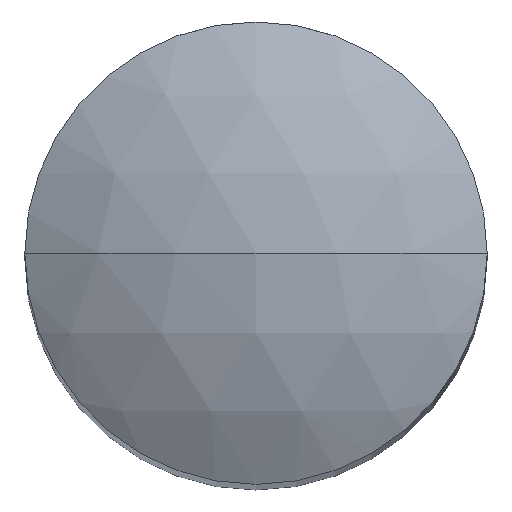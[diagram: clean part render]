
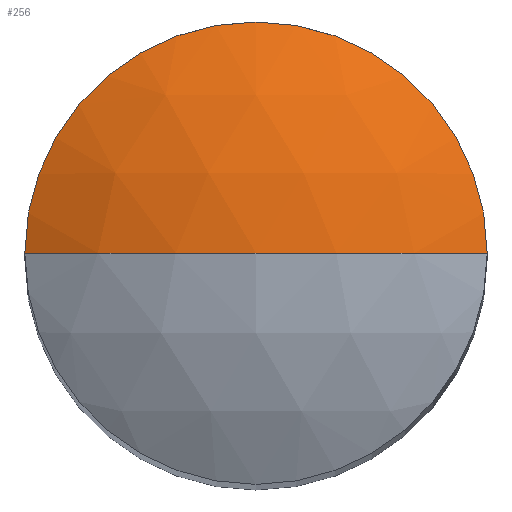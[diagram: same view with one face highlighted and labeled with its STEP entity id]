
A CAD part, top view. The second image highlights one B-rep face of the part: STEP entity #256.
In plain terms, the highlighted spherical face has radius 4 mm.
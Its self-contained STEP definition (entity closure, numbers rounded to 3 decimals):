
#3 = CIRCLE ( 'NONE', #87, 2. ) ;
#62 = AXIS2_PLACEMENT_3D ( 'NONE', #758, #394, #815 ) ;
#80 = VERTEX_POINT ( 'NONE', #821 ) ;
#87 = AXIS2_PLACEMENT_3D ( 'NONE', #169, #648, #238 ) ;
#127 = VERTEX_POINT ( 'NONE', #702 ) ;
#152 = AXIS2_PLACEMENT_3D ( 'NONE', #425, #413, #361 ) ;
#154 = AXIS2_PLACEMENT_3D ( 'NONE', #297, #456, #290 ) ;
#169 = CARTESIAN_POINT ( 'NONE',  ( 0., 0., 14.464 ) ) ;
#178 = ORIENTED_EDGE ( 'NONE', *, *, #390, .T. ) ;
#227 = CIRCLE ( 'NONE', #152, 4. ) ;
#238 = DIRECTION ( 'NONE',  ( -1., 0., 0. ) ) ;
#256 = ADVANCED_FACE ( 'NONE', ( #466 ), #760, .T. ) ;
#290 = DIRECTION ( 'NONE',  ( 1., 0., 0. ) ) ;
#297 = CARTESIAN_POINT ( 'NONE',  ( 0., 0., 11. ) ) ;
#300 = EDGE_CURVE ( 'NONE', #127, #80, #227, .T. ) ;
#345 = EDGE_CURVE ( 'NONE', #80, #399, #3, .T. ) ;
#361 = DIRECTION ( 'NONE',  ( 1., 0., 0. ) ) ;
#366 = ORIENTED_EDGE ( 'NONE', *, *, #300, .F. ) ;
#390 = EDGE_CURVE ( 'NONE', #127, #399, #523, .T. ) ;
#394 = DIRECTION ( 'NONE',  ( 0., 1., 0. ) ) ;
#399 = VERTEX_POINT ( 'NONE', #465 ) ;
#413 = DIRECTION ( 'NONE',  ( 0., -1., 0. ) ) ;
#425 = CARTESIAN_POINT ( 'NONE',  ( 0., 0., 11. ) ) ;
#456 = DIRECTION ( 'NONE',  ( 0., -1., 0. ) ) ;
#465 = CARTESIAN_POINT ( 'NONE',  ( 2., 0., 14.464 ) ) ;
#466 = FACE_OUTER_BOUND ( 'NONE', #779, .T. ) ;
#523 = CIRCLE ( 'NONE', #62, 4. ) ;
#648 = DIRECTION ( 'NONE',  ( 0., 0., -1. ) ) ;
#682 = ORIENTED_EDGE ( 'NONE', *, *, #345, .F. ) ;
#702 = CARTESIAN_POINT ( 'NONE',  ( 0., 0., 15. ) ) ;
#758 = CARTESIAN_POINT ( 'NONE',  ( 0., 0., 11. ) ) ;
#760 = SPHERICAL_SURFACE ( 'NONE', #154, 4. ) ;
#779 = EDGE_LOOP ( 'NONE', ( #366, #178, #682 ) ) ;
#815 = DIRECTION ( 'NONE',  ( 0., 0., 1. ) ) ;
#821 = CARTESIAN_POINT ( 'NONE',  ( -2., 0., 14.464 ) ) ;
